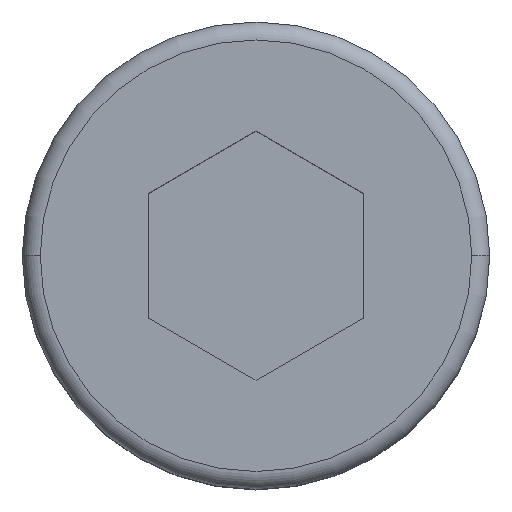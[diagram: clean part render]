
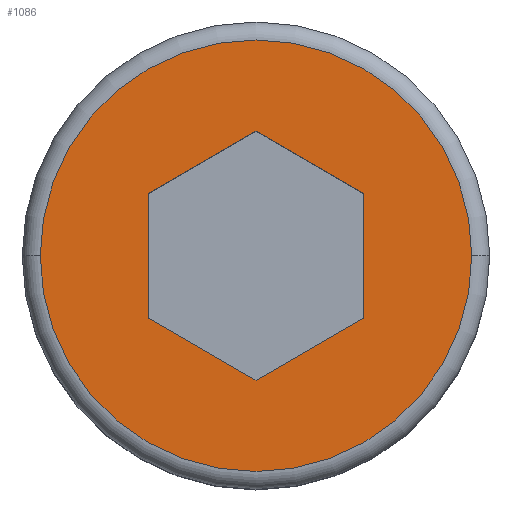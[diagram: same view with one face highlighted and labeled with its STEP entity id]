
A CAD part, top view. The second image highlights one B-rep face of the part: STEP entity #1086.
In plain terms, the highlighted planar face has unit normal (0, 0, 1).
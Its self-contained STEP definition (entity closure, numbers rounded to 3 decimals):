
#5 = LINE ( 'NONE', #2490, #1202 ) ;
#11 = CARTESIAN_POINT ( 'NONE',  ( 6., 0., 0. ) ) ;
#32 = CARTESIAN_POINT ( 'NONE',  ( 3., -1.732, 0. ) ) ;
#156 = ORIENTED_EDGE ( 'NONE', *, *, #3702, .F. ) ;
#157 = CARTESIAN_POINT ( 'NONE',  ( -3., -1.732, 0. ) ) ;
#212 = CARTESIAN_POINT ( 'NONE',  ( 0., -3.464, 0. ) ) ;
#240 = PLANE ( 'NONE',  #2454 ) ;
#250 = VERTEX_POINT ( 'NONE', #809 ) ;
#338 = DIRECTION ( 'NONE',  ( 1., 0., 0. ) ) ;
#349 = CIRCLE ( 'NONE', #1820, 6. ) ;
#385 = EDGE_CURVE ( 'NONE', #4477, #3033, #5, .T. ) ;
#628 = DIRECTION ( 'NONE',  ( 1., 0., 0. ) ) ;
#809 = CARTESIAN_POINT ( 'NONE',  ( 0., -3.464, 0. ) ) ;
#839 = CIRCLE ( 'NONE', #4806, 6. ) ;
#861 = VERTEX_POINT ( 'NONE', #157 ) ;
#862 = DIRECTION ( 'NONE',  ( 0.866, -0.5, 0. ) ) ;
#888 = CARTESIAN_POINT ( 'NONE',  ( 0., 3.464, 0. ) ) ;
#899 = DIRECTION ( 'NONE',  ( -0.866, 0.5, 0. ) ) ;
#971 = CARTESIAN_POINT ( 'NONE',  ( -6., 0., 0. ) ) ;
#1020 = VECTOR ( 'NONE', #862, 1000. ) ;
#1086 = ADVANCED_FACE ( 'NONE', ( #4752, #2047 ), #240, .T. ) ;
#1202 = VECTOR ( 'NONE', #2074, 1000. ) ;
#1254 = LINE ( 'NONE', #4305, #1020 ) ;
#1303 = CARTESIAN_POINT ( 'NONE',  ( 0., 0., 0. ) ) ;
#1400 = VERTEX_POINT ( 'NONE', #888 ) ;
#1515 = ORIENTED_EDGE ( 'NONE', *, *, #1804, .T. ) ;
#1584 = VERTEX_POINT ( 'NONE', #971 ) ;
#1636 = ORIENTED_EDGE ( 'NONE', *, *, #385, .F. ) ;
#1649 = CARTESIAN_POINT ( 'NONE',  ( 3., 1.732, 0. ) ) ;
#1666 = LINE ( 'NONE', #1649, #4860 ) ;
#1795 = VECTOR ( 'NONE', #2097, 1000. ) ;
#1804 = EDGE_CURVE ( 'NONE', #2550, #1584, #839, .T. ) ;
#1820 = AXIS2_PLACEMENT_3D ( 'NONE', #1303, #3992, #3550 ) ;
#1994 = ORIENTED_EDGE ( 'NONE', *, *, #4797, .F. ) ;
#2031 = LINE ( 'NONE', #4446, #1795 ) ;
#2047 = FACE_BOUND ( 'NONE', #4761, .T. ) ;
#2067 = VERTEX_POINT ( 'NONE', #2664 ) ;
#2074 = DIRECTION ( 'NONE',  ( 0., 1., 0. ) ) ;
#2097 = DIRECTION ( 'NONE',  ( -0.866, -0.5, 0. ) ) ;
#2103 = LINE ( 'NONE', #212, #2631 ) ;
#2113 = DIRECTION ( 'NONE',  ( 0.866, 0.5, 0. ) ) ;
#2182 = ORIENTED_EDGE ( 'NONE', *, *, #4695, .T. ) ;
#2359 = ORIENTED_EDGE ( 'NONE', *, *, #3764, .F. ) ;
#2376 = CARTESIAN_POINT ( 'NONE',  ( -3., 1.732, 0. ) ) ;
#2454 = AXIS2_PLACEMENT_3D ( 'NONE', #3715, #4427, #628 ) ;
#2490 = CARTESIAN_POINT ( 'NONE',  ( 3., -1.732, 0. ) ) ;
#2550 = VERTEX_POINT ( 'NONE', #11 ) ;
#2631 = VECTOR ( 'NONE', #2113, 1000. ) ;
#2664 = CARTESIAN_POINT ( 'NONE',  ( -3., 1.732, 0. ) ) ;
#2794 = ORIENTED_EDGE ( 'NONE', *, *, #4961, .F. ) ;
#3033 = VERTEX_POINT ( 'NONE', #3723 ) ;
#3057 = LINE ( 'NONE', #2376, #3311 ) ;
#3311 = VECTOR ( 'NONE', #4690, 1000. ) ;
#3550 = DIRECTION ( 'NONE',  ( 1., 0., 0. ) ) ;
#3580 = ORIENTED_EDGE ( 'NONE', *, *, #3923, .F. ) ;
#3702 = EDGE_CURVE ( 'NONE', #2067, #861, #3057, .T. ) ;
#3715 = CARTESIAN_POINT ( 'NONE',  ( 0., 0., 0. ) ) ;
#3723 = CARTESIAN_POINT ( 'NONE',  ( 3., 1.732, 0. ) ) ;
#3764 = EDGE_CURVE ( 'NONE', #861, #250, #1254, .T. ) ;
#3923 = EDGE_CURVE ( 'NONE', #250, #4477, #2103, .T. ) ;
#3992 = DIRECTION ( 'NONE',  ( 0., 0., 1. ) ) ;
#4172 = CARTESIAN_POINT ( 'NONE',  ( 0., 0., 0. ) ) ;
#4305 = CARTESIAN_POINT ( 'NONE',  ( -3., -1.732, 0. ) ) ;
#4427 = DIRECTION ( 'NONE',  ( 0., 0., 1. ) ) ;
#4446 = CARTESIAN_POINT ( 'NONE',  ( 0., 3.464, 0. ) ) ;
#4477 = VERTEX_POINT ( 'NONE', #32 ) ;
#4550 = DIRECTION ( 'NONE',  ( 0., 0., 1. ) ) ;
#4690 = DIRECTION ( 'NONE',  ( 0., -1., 0. ) ) ;
#4695 = EDGE_CURVE ( 'NONE', #1584, #2550, #349, .T. ) ;
#4752 = FACE_OUTER_BOUND ( 'NONE', #4963, .T. ) ;
#4761 = EDGE_LOOP ( 'NONE', ( #156, #2794, #1994, #1636, #3580, #2359 ) ) ;
#4797 = EDGE_CURVE ( 'NONE', #3033, #1400, #1666, .T. ) ;
#4806 = AXIS2_PLACEMENT_3D ( 'NONE', #4172, #4550, #338 ) ;
#4860 = VECTOR ( 'NONE', #899, 1000. ) ;
#4961 = EDGE_CURVE ( 'NONE', #1400, #2067, #2031, .T. ) ;
#4963 = EDGE_LOOP ( 'NONE', ( #1515, #2182 ) ) ;
